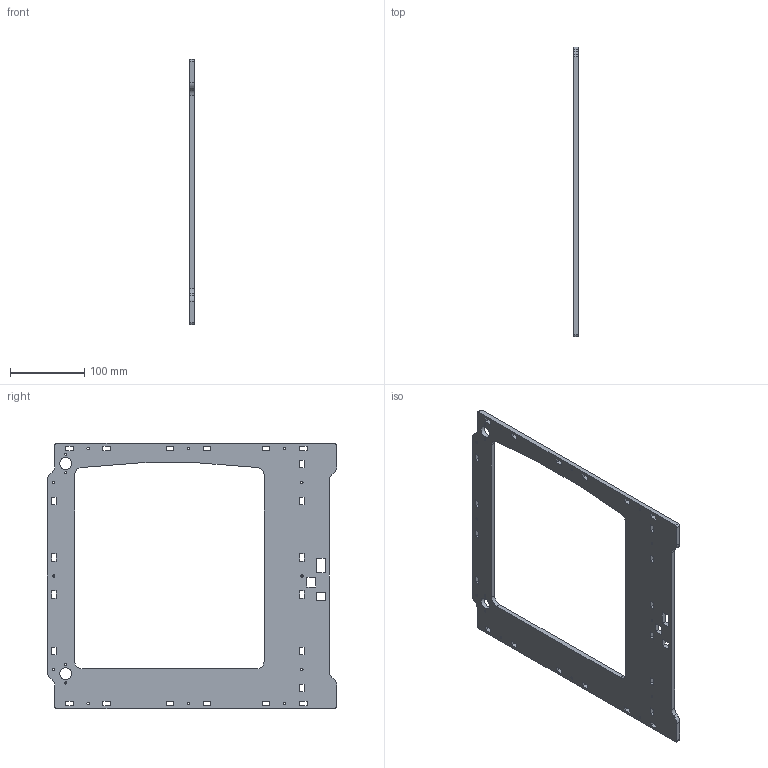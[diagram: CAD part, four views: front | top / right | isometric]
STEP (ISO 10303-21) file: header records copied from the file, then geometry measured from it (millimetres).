
FILE_DESCRIPTION (( 'STEP AP214' ), '1' );
FILE_NAME ('1005-A2P-A.STEP', '2013-05-15T14:36:38', ( '3DAssist' ), ( '' ), 'SwSTEP 2.0', 'SolidWorks 2013', '' );
FILE_SCHEMA (( 'AUTOMOTIVE_DESIGN' ));
Length unit declared in the file: millimetre
Products named in the file (1): 1005-A2P-A
Bounding box: 6 x 390 x 357 mm (x, y, z)
Volume: 378621.1 mm3; surface area: 148058.9 mm2
Topology: 1 solids, 1 shells, 152 faces, 452 edges, 302 vertices
Faces by surface type: plane 117, cylinder 35
Full cylindrical faces by diameter (mm): 3.1 x16, 16 x2
Entity records: 5164 total; most frequent: CARTESIAN_POINT 885, ORIENTED_EDGE 864, DIRECTION 808, EDGE_CURVE 432, VECTOR 362, LINE 362, VERTEX_POINT 300, EDGE_LOOP 258
